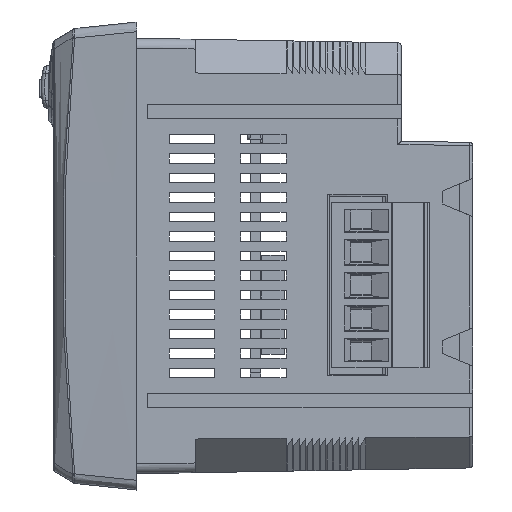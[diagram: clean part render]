
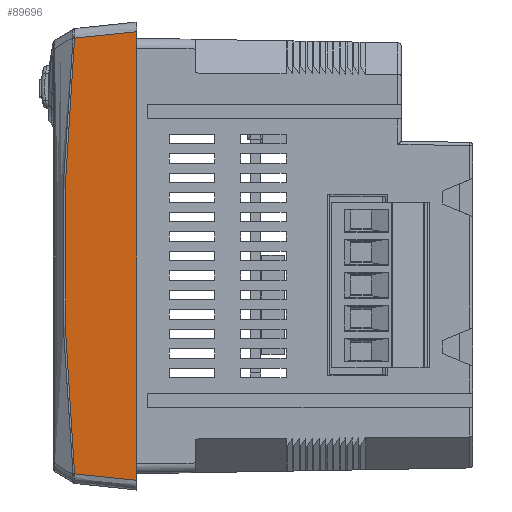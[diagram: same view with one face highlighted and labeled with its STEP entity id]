
A CAD part, left-side view. The second image highlights one B-rep face of the part: STEP entity #89696.
In plain terms, the highlighted free-form (B-spline) face has degree [3, 3] with [4, 4] control points.
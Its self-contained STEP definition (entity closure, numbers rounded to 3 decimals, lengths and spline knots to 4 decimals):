
#251=B_SPLINE_SURFACE_WITH_KNOTS('',3,3,((#154560,#154561,#154562,#154563),
(#154564,#154565,#154566,#154567),(#154568,#154569,#154570,#154571),(#154572,
#154573,#154574,#154575)),.UNSPECIFIED.,.F.,.F.,.F.,(4,4),(4,4),(-0.0066,
1.0197),(0.0004,0.2497),.UNSPECIFIED.);
#1240=B_SPLINE_CURVE_WITH_KNOTS('',3,(#154197,#154198,#154199,#154200,#154201,
#154202,#154203,#154204,#154205,#154206),.UNSPECIFIED.,.F.,.F.,(4,3,3,4),
(0.,0.3264,0.6705,1.),.UNSPECIFIED.);
#1253=B_SPLINE_CURVE_WITH_KNOTS('',3,(#154509,#154510,#154511,#154512,#154513,
#154514,#154515,#154516,#154517,#154518),.UNSPECIFIED.,.F.,.F.,(4,3,3,4),
(0.,0.3292,0.6721,1.),.UNSPECIFIED.);
#1256=B_SPLINE_CURVE_WITH_KNOTS('',3,(#154576,#154577,#154578,#154579,#154580,
#154581,#154582,#154583,#154584,#154585,#154586,#154587,#154588,#154589,
#154590,#154591,#154592,#154593,#154594,#154595,#154596,#154597,#154598,
#154599,#154600,#154601,#154602,#154603,#154604,#154605,#154606,#154607,
#154608,#154609,#154610,#154611,#154612,#154613,#154614,#154615,#154616,
#154617,#154618),.UNSPECIFIED.,.F.,.F.,(4,1,1,1,1,2,2,2,2,1,1,1,1,2,2,2,
2,1,1,1,2,2,1,1,1,1,2,2,4),(0.,0.125,0.1875,0.2187,
0.2344,0.248,0.25,0.375,0.4375,
0.4687,0.4844,0.4922,0.4961,
0.499,0.5,0.625,0.6875,
0.7187,0.7344,0.7422,0.749,
0.75,0.8125,0.8437,0.8594,
0.8672,0.874,0.875,1.),.UNSPECIFIED.);
#10402=FACE_OUTER_BOUND('',#15721,.T.);
#15721=EDGE_LOOP('',(#83886,#83887,#83888,#83889));
#26101=LINE('',#152686,#36544);
#36544=VECTOR('',#118502,0.3937);
#46057=VERTEX_POINT('',#152670);
#46058=VERTEX_POINT('',#152685);
#46130=VERTEX_POINT('',#154196);
#46142=VERTEX_POINT('',#154508);
#58603=EDGE_CURVE('',#46058,#46057,#26101,.T.);
#58732=EDGE_CURVE('',#46058,#46130,#1240,.T.);
#58750=EDGE_CURVE('',#46142,#46057,#1253,.T.);
#58754=EDGE_CURVE('',#46142,#46130,#1256,.T.);
#83886=ORIENTED_EDGE('',*,*,#58732,.F.);
#83887=ORIENTED_EDGE('',*,*,#58603,.T.);
#83888=ORIENTED_EDGE('',*,*,#58750,.F.);
#83889=ORIENTED_EDGE('',*,*,#58754,.T.);
#89696=ADVANCED_FACE('',(#10402),#251,.T.);
#118502=DIRECTION('',(0.,0.,1.));
#152670=CARTESIAN_POINT('',(-1.4173,0.,1.3586));
#152685=CARTESIAN_POINT('',(-1.4173,0.,-1.3586));
#152686=CARTESIAN_POINT('',(-1.4173,0.,-1.3586));
#154196=CARTESIAN_POINT('',(-1.3785,0.3757,-1.3197));
#154197=CARTESIAN_POINT('Ctrl Pts',(-1.4173,0.,
-1.3586));
#154198=CARTESIAN_POINT('Ctrl Pts',(-1.4131,0.0409,
-1.3544));
#154199=CARTESIAN_POINT('Ctrl Pts',(-1.4089,0.0817,
-1.3501));
#154200=CARTESIAN_POINT('Ctrl Pts',(-1.4046,0.1226,
-1.3459));
#154201=CARTESIAN_POINT('Ctrl Pts',(-1.4002,0.1657,
-1.3414));
#154202=CARTESIAN_POINT('Ctrl Pts',(-1.3957,0.2088,
-1.337));
#154203=CARTESIAN_POINT('Ctrl Pts',(-1.3913,0.2519,
-1.3325));
#154204=CARTESIAN_POINT('Ctrl Pts',(-1.387,0.2931,
-1.3283));
#154205=CARTESIAN_POINT('Ctrl Pts',(-1.3827,0.3344,
-1.324));
#154206=CARTESIAN_POINT('Ctrl Pts',(-1.3785,0.3757,
-1.3197));
#154508=CARTESIAN_POINT('',(-1.3785,0.3757,1.3197));
#154509=CARTESIAN_POINT('Ctrl Pts',(-1.3785,0.3757,
1.3197));
#154510=CARTESIAN_POINT('Ctrl Pts',(-1.3827,0.3344,
1.324));
#154511=CARTESIAN_POINT('Ctrl Pts',(-1.387,0.2932,
1.3282));
#154512=CARTESIAN_POINT('Ctrl Pts',(-1.3913,0.252,
1.3325));
#154513=CARTESIAN_POINT('Ctrl Pts',(-1.3957,0.209,
1.3369));
#154514=CARTESIAN_POINT('Ctrl Pts',(-1.4001,0.1661,
1.3414));
#154515=CARTESIAN_POINT('Ctrl Pts',(-1.4046,0.1232,
1.3458));
#154516=CARTESIAN_POINT('Ctrl Pts',(-1.4088,0.0821,
1.3501));
#154517=CARTESIAN_POINT('Ctrl Pts',(-1.4131,0.0411,
1.3543));
#154518=CARTESIAN_POINT('Ctrl Pts',(-1.4173,0.,
1.3586));
#154560=CARTESIAN_POINT('Ctrl Pts',(-1.3777,0.3777,
-1.3734));
#154561=CARTESIAN_POINT('Ctrl Pts',(-1.3777,0.4711,
-0.461));
#154562=CARTESIAN_POINT('Ctrl Pts',(-1.3777,0.4711,
0.461));
#154563=CARTESIAN_POINT('Ctrl Pts',(-1.3777,0.3777,
1.3734));
#154564=CARTESIAN_POINT('Ctrl Pts',(-1.3912,0.2493,
-1.3869));
#154565=CARTESIAN_POINT('Ctrl Pts',(-1.3912,0.311,
-0.4644));
#154566=CARTESIAN_POINT('Ctrl Pts',(-1.3912,0.311,
0.4644));
#154567=CARTESIAN_POINT('Ctrl Pts',(-1.3912,0.2493,
1.3869));
#154568=CARTESIAN_POINT('Ctrl Pts',(-1.4046,0.121,
-1.4003));
#154569=CARTESIAN_POINT('Ctrl Pts',(-1.4046,0.1509,
-0.4678));
#154570=CARTESIAN_POINT('Ctrl Pts',(-1.4046,0.1509,
0.4678));
#154571=CARTESIAN_POINT('Ctrl Pts',(-1.4046,0.121,
1.4003));
#154572=CARTESIAN_POINT('Ctrl Pts',(-1.4181,-0.0074,
-1.4137));
#154573=CARTESIAN_POINT('Ctrl Pts',(-1.4181,-0.0092,
-0.4712));
#154574=CARTESIAN_POINT('Ctrl Pts',(-1.4181,-0.0092,
0.4712));
#154575=CARTESIAN_POINT('Ctrl Pts',(-1.4181,-0.0074,
1.4137));
#154576=CARTESIAN_POINT('Ctrl Pts',(-1.3785,0.3757,
1.3197));
#154577=CARTESIAN_POINT('Ctrl Pts',(-1.3785,0.3854,
1.2154));
#154578=CARTESIAN_POINT('Ctrl Pts',(-1.3785,0.3983,
1.0588));
#154579=CARTESIAN_POINT('Ctrl Pts',(-1.3786,0.4101,
0.8759));
#154580=CARTESIAN_POINT('Ctrl Pts',(-1.3786,0.4152,
0.7844));
#154581=CARTESIAN_POINT('Ctrl Pts',(-1.3786,0.4178,
0.7337));
#154582=CARTESIAN_POINT('Ctrl Pts',(-1.3786,0.419,
0.7092));
#154583=CARTESIAN_POINT('Ctrl Pts',(-1.3786,0.4196,
0.6961));
#154584=CARTESIAN_POINT('Ctrl Pts',(-1.3786,0.4197,
0.6945));
#154585=CARTESIAN_POINT('Ctrl Pts',(-1.3787,0.4248,
0.5848));
#154586=CARTESIAN_POINT('Ctrl Pts',(-1.3787,0.429,
0.4723));
#154587=CARTESIAN_POINT('Ctrl Pts',(-1.3787,0.4332,
0.2966));
#154588=CARTESIAN_POINT('Ctrl Pts',(-1.3787,0.4343,
0.237));
#154589=CARTESIAN_POINT('Ctrl Pts',(-1.3787,0.4354,
0.1458));
#154590=CARTESIAN_POINT('Ctrl Pts',(-1.3787,0.4358,
0.0997));
#154591=CARTESIAN_POINT('Ctrl Pts',(-1.3787,0.436,
0.0453));
#154592=CARTESIAN_POINT('Ctrl Pts',(-1.3787,0.4361,
0.0179));
#154593=CARTESIAN_POINT('Ctrl Pts',(-1.3787,0.4361,
0.0032));
#154594=CARTESIAN_POINT('Ctrl Pts',(-1.3787,0.4361,
-0.0037));
#154595=CARTESIAN_POINT('Ctrl Pts',(-1.3787,0.4361,
-0.0076));
#154596=CARTESIAN_POINT('Ctrl Pts',(-1.3787,0.4361,
-0.0087));
#154597=CARTESIAN_POINT('Ctrl Pts',(-1.3787,0.436,
-0.1257));
#154598=CARTESIAN_POINT('Ctrl Pts',(-1.3787,0.4346,
-0.2417));
#154599=CARTESIAN_POINT('Ctrl Pts',(-1.3787,0.4303,
-0.4157));
#154600=CARTESIAN_POINT('Ctrl Pts',(-1.3787,0.4286,
-0.4737));
#154601=CARTESIAN_POINT('Ctrl Pts',(-1.3787,0.4254,
-0.5607));
#154602=CARTESIAN_POINT('Ctrl Pts',(-1.3787,0.4237,
-0.6041));
#154603=CARTESIAN_POINT('Ctrl Pts',(-1.3786,0.4215,
-0.6548));
#154604=CARTESIAN_POINT('Ctrl Pts',(-1.3786,0.4202,
-0.6829));
#154605=CARTESIAN_POINT('Ctrl Pts',(-1.3786,0.4196,
-0.6964));
#154606=CARTESIAN_POINT('Ctrl Pts',(-1.3786,0.4192,
-0.7037));
#154607=CARTESIAN_POINT('Ctrl Pts',(-1.3786,0.4192,
-0.7047));
#154608=CARTESIAN_POINT('Ctrl Pts',(-1.3786,0.4166,
-0.7589));
#154609=CARTESIAN_POINT('Ctrl Pts',(-1.3786,0.4123,
-0.8389));
#154610=CARTESIAN_POINT('Ctrl Pts',(-1.3786,0.4064,
-0.9321));
#154611=CARTESIAN_POINT('Ctrl Pts',(-1.3786,0.4033,
-0.9787));
#154612=CARTESIAN_POINT('Ctrl Pts',(-1.3786,0.4015,
-1.0045));
#154613=CARTESIAN_POINT('Ctrl Pts',(-1.3785,0.4006,
-1.017));
#154614=CARTESIAN_POINT('Ctrl Pts',(-1.3785,0.4001,
-1.0236));
#154615=CARTESIAN_POINT('Ctrl Pts',(-1.3785,0.4001,
-1.0245));
#154616=CARTESIAN_POINT('Ctrl Pts',(-1.3785,0.393,
-1.1234));
#154617=CARTESIAN_POINT('Ctrl Pts',(-1.3785,0.3849,
-1.2216));
#154618=CARTESIAN_POINT('Ctrl Pts',(-1.3785,0.3757,
-1.3197));
